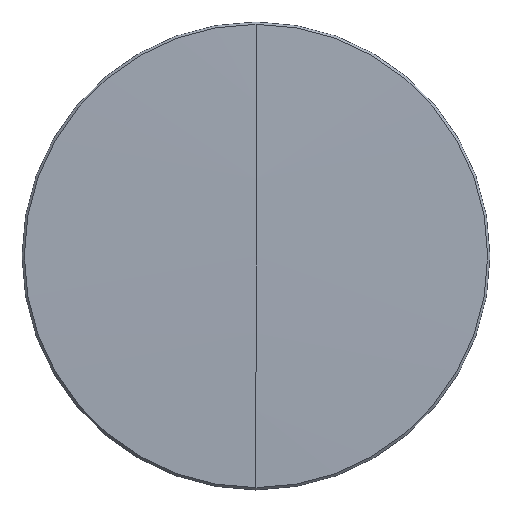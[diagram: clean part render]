
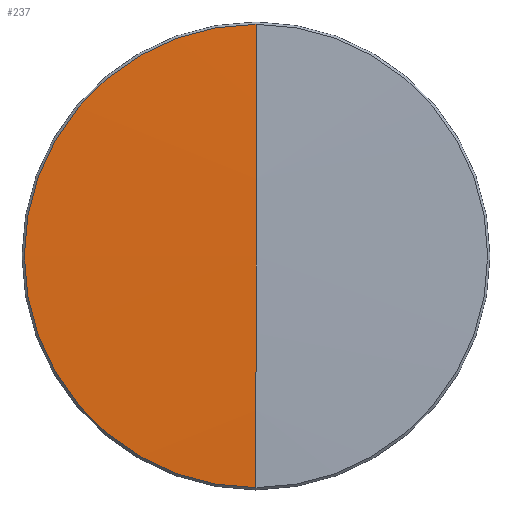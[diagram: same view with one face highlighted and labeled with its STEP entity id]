
A CAD part, top view. The second image highlights one B-rep face of the part: STEP entity #237.
In plain terms, the highlighted spherical face has radius 919.6 mm.
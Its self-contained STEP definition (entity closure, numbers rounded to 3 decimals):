
#14 = CARTESIAN_POINT ( 'NONE',  ( 0., 0., 1.85 ) ) ;
#35 = VERTEX_POINT ( 'NONE', #14 ) ;
#36 = CARTESIAN_POINT ( 'NONE',  ( 0., 25.15, 1.506 ) ) ;
#39 = AXIS2_PLACEMENT_3D ( 'NONE', #198, #153, #229 ) ;
#44 = AXIS2_PLACEMENT_3D ( 'NONE', #244, #56, #210 ) ;
#56 = DIRECTION ( 'NONE',  ( -1., 0., 0. ) ) ;
#61 = ORIENTED_EDGE ( 'NONE', *, *, #137, .T. ) ;
#94 = DIRECTION ( 'NONE',  ( 0., 0., -1. ) ) ;
#96 = CARTESIAN_POINT ( 'NONE',  ( 0., 0., 1.506 ) ) ;
#101 = ORIENTED_EDGE ( 'NONE', *, *, #297, .F. ) ;
#108 = AXIS2_PLACEMENT_3D ( 'NONE', #96, #342, #218 ) ;
#126 = AXIS2_PLACEMENT_3D ( 'NONE', #327, #320, #328 ) ;
#129 = VERTEX_POINT ( 'NONE', #323 ) ;
#137 = EDGE_CURVE ( 'NONE', #129, #189, #253, .T. ) ;
#139 = CARTESIAN_POINT ( 'NONE',  ( 0., 0., -917.75 ) ) ;
#142 = AXIS2_PLACEMENT_3D ( 'NONE', #139, #254, #94 ) ;
#147 = VERTEX_POINT ( 'NONE', #36 ) ;
#153 = DIRECTION ( 'NONE',  ( -1., 0., 0. ) ) ;
#167 = EDGE_LOOP ( 'NONE', ( #205, #61, #206, #101 ) ) ;
#172 = CIRCLE ( 'NONE', #142, 919.6 ) ;
#189 = VERTEX_POINT ( 'NONE', #245 ) ;
#198 = CARTESIAN_POINT ( 'NONE',  ( 0., 0., -917.75 ) ) ;
#205 = ORIENTED_EDGE ( 'NONE', *, *, #353, .T. ) ;
#206 = ORIENTED_EDGE ( 'NONE', *, *, #227, .T. ) ;
#210 = DIRECTION ( 'NONE',  ( 0., 1., 0. ) ) ;
#218 = DIRECTION ( 'NONE',  ( -1., 0., 0. ) ) ;
#227 = EDGE_CURVE ( 'NONE', #189, #35, #355, .T. ) ;
#229 = DIRECTION ( 'NONE',  ( 0., -1., 0. ) ) ;
#237 = ADVANCED_FACE ( 'NONE', ( #296 ), #311, .T. ) ;
#244 = CARTESIAN_POINT ( 'NONE',  ( 0., 0., -917.75 ) ) ;
#245 = CARTESIAN_POINT ( 'NONE',  ( 0., -25.15, 1.506 ) ) ;
#253 = CIRCLE ( 'NONE', #108, 25.15 ) ;
#254 = DIRECTION ( 'NONE',  ( 1., 0., 0. ) ) ;
#285 = CIRCLE ( 'NONE', #126, 25.15 ) ;
#296 = FACE_OUTER_BOUND ( 'NONE', #167, .T. ) ;
#297 = EDGE_CURVE ( 'NONE', #147, #35, #172, .T. ) ;
#311 = SPHERICAL_SURFACE ( 'NONE', #44, 919.6 ) ;
#320 = DIRECTION ( 'NONE',  ( 0., 0., 1. ) ) ;
#323 = CARTESIAN_POINT ( 'NONE',  ( -25.15, 0., 1.506 ) ) ;
#327 = CARTESIAN_POINT ( 'NONE',  ( 0., 0., 1.506 ) ) ;
#328 = DIRECTION ( 'NONE',  ( -1., 0., 0. ) ) ;
#342 = DIRECTION ( 'NONE',  ( 0., 0., 1. ) ) ;
#353 = EDGE_CURVE ( 'NONE', #147, #129, #285, .T. ) ;
#355 = CIRCLE ( 'NONE', #39, 919.6 ) ;
